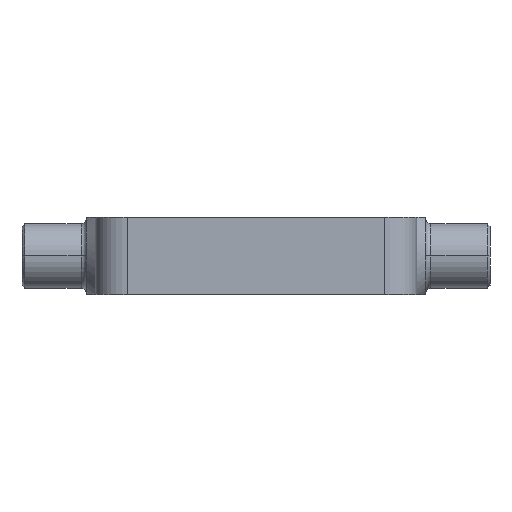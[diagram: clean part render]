
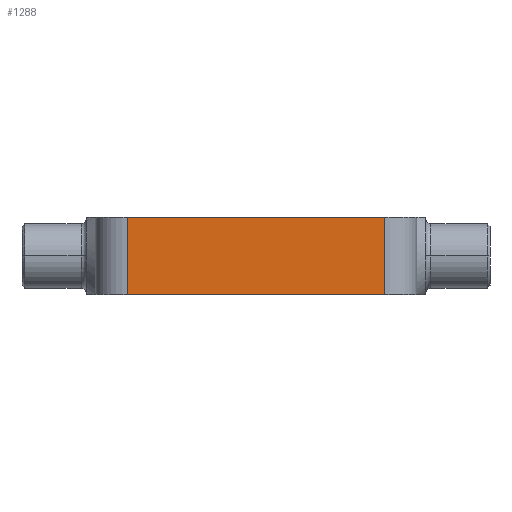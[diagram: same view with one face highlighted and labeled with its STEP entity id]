
A CAD part, top view. The second image highlights one B-rep face of the part: STEP entity #1288.
In plain terms, the highlighted planar face has unit normal (0, 0, 1).
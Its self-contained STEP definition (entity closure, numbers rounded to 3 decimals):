
#75 = AXIS2_PLACEMENT_3D ( 'NONE', #364, #123, #114 ) ;
#101 = EDGE_CURVE ( 'NONE', #1258, #762, #676, .T. ) ;
#114 = DIRECTION ( 'NONE',  ( -1., 0., 0. ) ) ;
#123 = DIRECTION ( 'NONE',  ( 0., 0., -1. ) ) ;
#134 = PLANE ( 'NONE',  #75 ) ;
#184 = DIRECTION ( 'NONE',  ( 0., -1., 0. ) ) ;
#200 = EDGE_CURVE ( 'NONE', #762, #1088, #1128, .T. ) ;
#217 = LINE ( 'NONE', #833, #1102 ) ;
#290 = ORIENTED_EDGE ( 'NONE', *, *, #101, .T. ) ;
#338 = CARTESIAN_POINT ( 'NONE',  ( -50., 0., 62.5 ) ) ;
#364 = CARTESIAN_POINT ( 'NONE',  ( -50., 30., 62.5 ) ) ;
#466 = CARTESIAN_POINT ( 'NONE',  ( -50., 30., 62.5 ) ) ;
#498 = VERTEX_POINT ( 'NONE', #1265 ) ;
#499 = CARTESIAN_POINT ( 'NONE',  ( -50., 30., 62.5 ) ) ;
#532 = EDGE_CURVE ( 'NONE', #1258, #498, #1338, .T. ) ;
#581 = ORIENTED_EDGE ( 'NONE', *, *, #988, .F. ) ;
#621 = CARTESIAN_POINT ( 'NONE',  ( 50., 0., 62.5 ) ) ;
#632 = EDGE_LOOP ( 'NONE', ( #1385, #581, #1204, #290 ) ) ;
#676 = LINE ( 'NONE', #1343, #1240 ) ;
#762 = VERTEX_POINT ( 'NONE', #338 ) ;
#833 = CARTESIAN_POINT ( 'NONE',  ( 50., 30., 62.5 ) ) ;
#955 = DIRECTION ( 'NONE',  ( 1., 0., 0. ) ) ;
#965 = CARTESIAN_POINT ( 'NONE',  ( -50., 0., 62.5 ) ) ;
#988 = EDGE_CURVE ( 'NONE', #498, #1088, #217, .T. ) ;
#1032 = VECTOR ( 'NONE', #1174, 1000. ) ;
#1088 = VERTEX_POINT ( 'NONE', #621 ) ;
#1102 = VECTOR ( 'NONE', #184, 1000. ) ;
#1128 = LINE ( 'NONE', #965, #1477 ) ;
#1174 = DIRECTION ( 'NONE',  ( 1., 0., 0. ) ) ;
#1204 = ORIENTED_EDGE ( 'NONE', *, *, #532, .F. ) ;
#1240 = VECTOR ( 'NONE', #1432, 1000. ) ;
#1258 = VERTEX_POINT ( 'NONE', #466 ) ;
#1265 = CARTESIAN_POINT ( 'NONE',  ( 50., 30., 62.5 ) ) ;
#1288 = ADVANCED_FACE ( 'NONE', ( #1339 ), #134, .F. ) ;
#1338 = LINE ( 'NONE', #499, #1032 ) ;
#1339 = FACE_OUTER_BOUND ( 'NONE', #632, .T. ) ;
#1343 = CARTESIAN_POINT ( 'NONE',  ( -50., 30., 62.5 ) ) ;
#1385 = ORIENTED_EDGE ( 'NONE', *, *, #200, .T. ) ;
#1432 = DIRECTION ( 'NONE',  ( 0., -1., 0. ) ) ;
#1477 = VECTOR ( 'NONE', #955, 1000. ) ;
